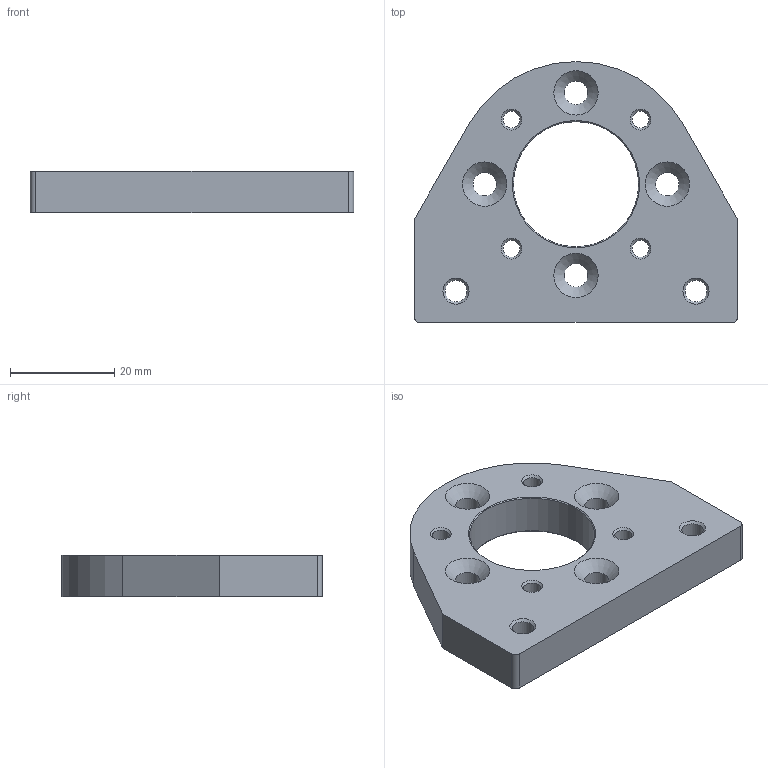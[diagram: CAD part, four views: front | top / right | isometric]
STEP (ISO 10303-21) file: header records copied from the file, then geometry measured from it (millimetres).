
FILE_DESCRIPTION(/* description */ ('STEP AP214'),/* implementation_level */ '2;1');
FILE_NAME(/* name */ '13236_FSR-16',/* time_stamp */ '2024-08-28T19:16:55+02:00',/* author */ ('License CC BY-ND 4.0'),/* organization */ ('CADENAS'),/* preprocessor_version */ 'ST-DEVELOPER v19.3',/* originating_system */ 'PARTsolutions',/* authorisation */ ' ');
FILE_SCHEMA (('AUTOMOTIVE_DESIGN {1 0 10303 214 3 1 1}'));
Length unit declared in the file: millimetre
Products named in the file (1): 13236 FSR-16
Bounding box: 62 x 50 x 8 mm (x, y, z)
Volume: 15342.7 mm3; surface area: 6914 mm2
Topology: 1 solids, 1 shells, 39 faces, 93 edges, 56 vertices
Faces by surface type: cone 18, cylinder 14, plane 7
Full cylindrical faces by diameter (mm): 3.242 x4, 4.134 x2, 4.5 x4, 24 x1
Entity records: 1058 total; most frequent: DIRECTION 190, CARTESIAN_POINT 160, ORIENTED_EDGE 128, EDGE_LOOP 90, FACE_BOUND 90, AXIS2_PLACEMENT_3D 86, EDGE_CURVE 64, VERTEX_POINT 56
